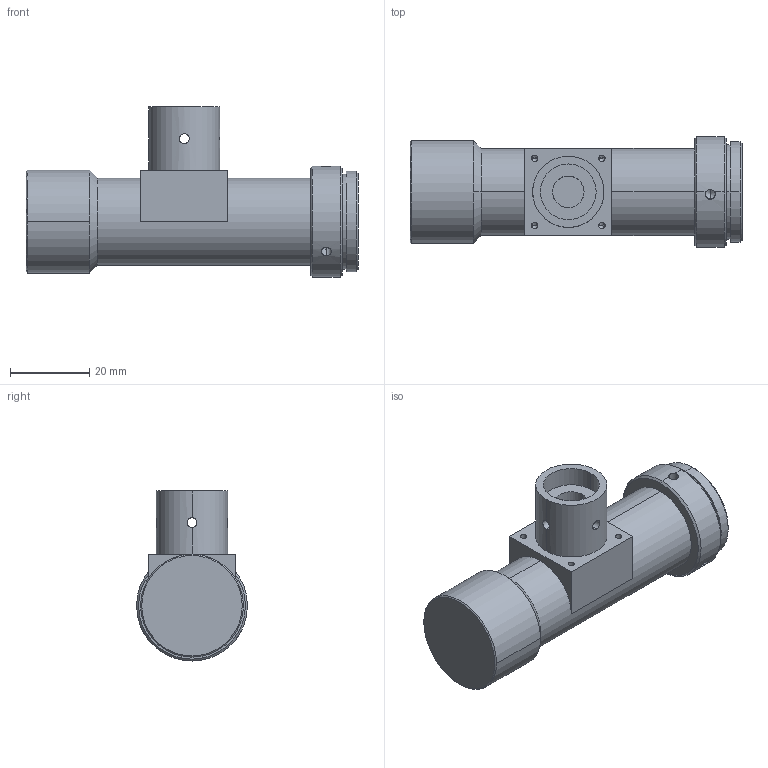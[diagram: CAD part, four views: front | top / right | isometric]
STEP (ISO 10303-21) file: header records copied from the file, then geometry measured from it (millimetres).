
FILE_DESCRIPTION (( 'STEP AP203' ), '1' );
FILE_NAME ('WWH10-65CT.STEP', '2019-12-03T03:21:21', ( 'Windows 蚚誧' ), ( '' ), 'SwSTEP 2.0', 'SolidWorks 2017', '' );
FILE_SCHEMA (( 'CONFIG_CONTROL_DESIGN' ));
Length unit declared in the file: millimetre
Products named in the file (1): WWH10-65CT
Bounding box: 83.9 x 28 x 43 mm (x, y, z)
Volume: 41372.5 mm3; surface area: 9853.5 mm2
Topology: 1 solids, 1 shells, 75 faces, 186 edges, 107 vertices
Faces by surface type: cylinder 38, cone 24, plane 13
Entity records: 2589 total; most frequent: CARTESIAN_POINT 787, DIRECTION 370, ORIENTED_EDGE 344, EDGE_CURVE 172, AXIS2_PLACEMENT_3D 146, VERTEX_POINT 107, EDGE_LOOP 91, LINE 78
